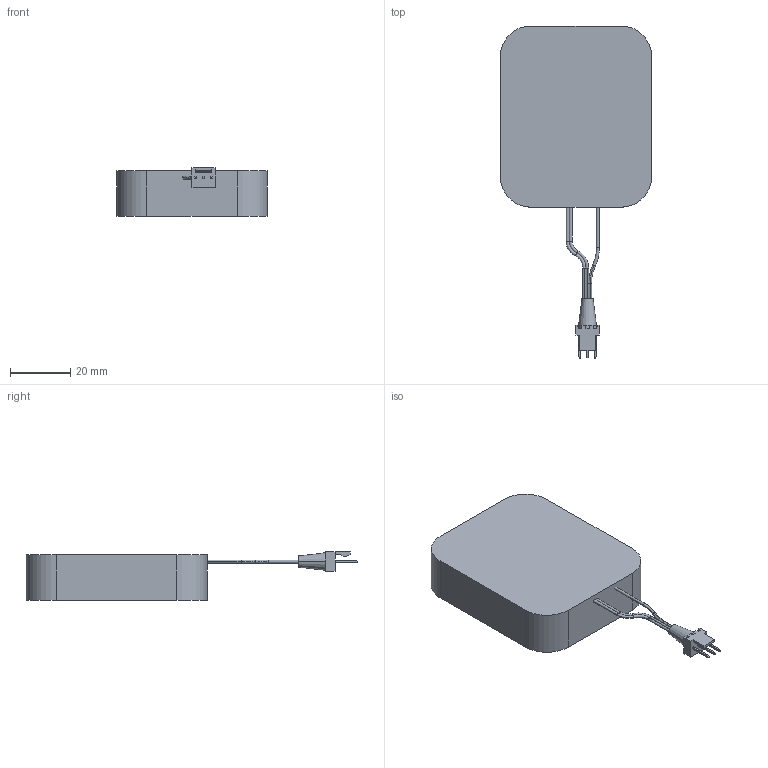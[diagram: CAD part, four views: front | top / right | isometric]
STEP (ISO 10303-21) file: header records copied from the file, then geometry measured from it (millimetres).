
FILE_DESCRIPTION (( 'STEP AP214' ), '1' );
FILE_NAME ('INGUN_112801.STEP', '2021-11-11T11:03:20', ( '' ), ( '' ), 'SwSTEP 2.0', 'SolidWorks 2018', '' );
FILE_SCHEMA (( 'AUTOMOTIVE_DESIGN' ));
Length unit declared in the file: millimetre
Products named in the file (5): 111368~0_S; INGUN_112801; 111365~1_S; K_101934~0_Predeterminado; 112802~1_KUNDE<S>
Assembly tree (4 placements, depth 3):
  INGUN_112801
    112802~1_KUNDE<S>
    111368~0_S
      111365~1_S
      K_101934~0_Predeterminado
Bounding box: 50 x 109.95 x 16.03 mm (x, y, z)
Volume: 44221.5 mm3; surface area: 9971.8 mm2
Topology: 6 solids, 6 shells, 137 faces, 313 edges, 191 vertices
Faces by surface type: plane 74, cylinder 27, torus 26, bspline 8, cone 2
Entity records: 6179 total; most frequent: CARTESIAN_POINT 2011, DIRECTION 682, ORIENTED_EDGE 626, EDGE_CURVE 313, AXIS2_PLACEMENT_3D 254, VERTEX_POINT 191, LINE 174, VECTOR 174
